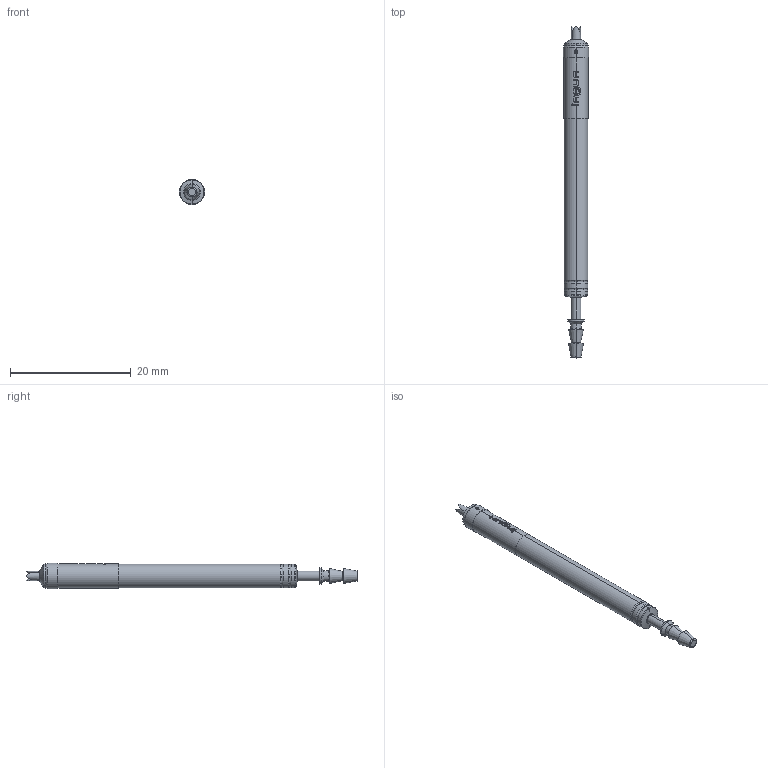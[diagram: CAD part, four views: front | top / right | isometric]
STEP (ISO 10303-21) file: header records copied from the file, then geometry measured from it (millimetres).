
FILE_DESCRIPTION (( 'STEP AP203' ), '1' );
FILE_NAME ('INGUN_PKS-399_204_150_R_xx02_2H.STEP', '2022-02-28T09:13:54', ( 'ochi' ), ( '' ), 'SwSTEP 2.0', 'SolidWorks 2018', '' );
FILE_SCHEMA (( 'CONFIG_CONTROL_DESIGN' ));
Length unit declared in the file: millimetre
Products named in the file (1): INGUN_PKS-399_204_150_R_xx02_2H
Bounding box: 4.2 x 55 x 4.2 mm (x, y, z)
Volume: 557.9 mm3; surface area: 633.3 mm2
Topology: 1 solids, 1 shells, 170 faces, 434 edges, 275 vertices
Faces by surface type: plane 63, cylinder 45, torus 28, bspline 22, cone 12
Entity records: 5747 total; most frequent: CARTESIAN_POINT 1704, ORIENTED_EDGE 868, DIRECTION 796, EDGE_CURVE 434, AXIS2_PLACEMENT_3D 331, VERTEX_POINT 275, CIRCLE 182, EDGE_LOOP 179
